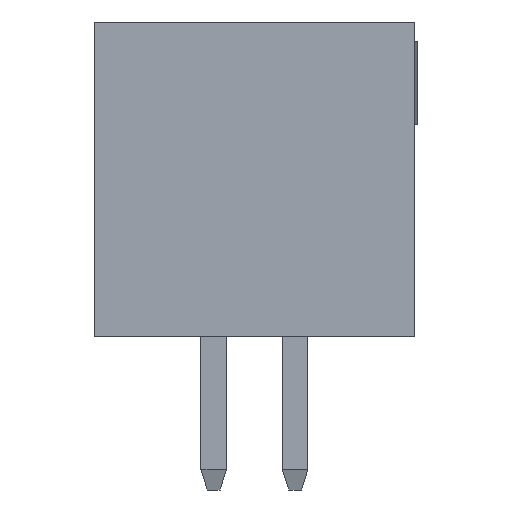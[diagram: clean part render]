
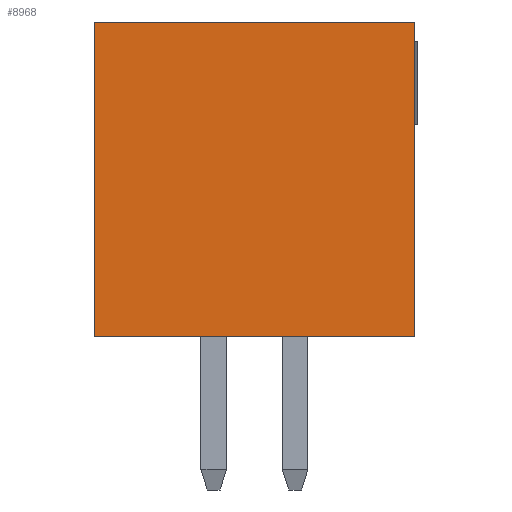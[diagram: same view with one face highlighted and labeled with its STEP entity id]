
A CAD part, left-side view. The second image highlights one B-rep face of the part: STEP entity #8968.
In plain terms, the highlighted planar face has unit normal (-1, 0, 0).
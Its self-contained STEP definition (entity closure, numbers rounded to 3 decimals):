
#1321=ORIENTED_EDGE('',*,*,#2586,.F.);
#1322=ORIENTED_EDGE('',*,*,#2566,.F.);
#1323=ORIENTED_EDGE('',*,*,#2075,.T.);
#1324=ORIENTED_EDGE('',*,*,#2758,.T.);
#2075=EDGE_CURVE('',#3044,#3043,#3667,.T.);
#2566=EDGE_CURVE('',#3044,#3388,#4158,.T.);
#2586=EDGE_CURVE('',#3388,#3395,#4178,.T.);
#2758=EDGE_CURVE('',#3043,#3395,#4350,.T.);
#3043=VERTEX_POINT('',#11163);
#3044=VERTEX_POINT('',#11165);
#3388=VERTEX_POINT('',#12133);
#3395=VERTEX_POINT('',#12161);
#3667=LINE('',#11164,#4635);
#4158=LINE('',#12132,#5126);
#4178=LINE('',#12160,#5146);
#4350=LINE('',#12502,#5318);
#4635=VECTOR('',#9486,1000.);
#5126=VECTOR('',#10243,1000.);
#5146=VECTOR('',#10265,1000.);
#5318=VECTOR('',#10525,1000.);
#5800=EDGE_LOOP('',(#1321,#1322,#1323,#1324));
#6150=FACE_BOUND('',#5800,.T.);
#6473=PLANE('',#9302);
#8968=ADVANCED_FACE('',(#6150),#6473,.T.);
#9302=AXIS2_PLACEMENT_3D('',#12503,#10526,#10527);
#9486=DIRECTION('',(0.,0.,1.));
#10243=DIRECTION('',(0.,1.,0.));
#10265=DIRECTION('',(0.,0.,1.));
#10525=DIRECTION('',(0.,1.,0.));
#10526=DIRECTION('',(-1.,0.,0.));
#10527=DIRECTION('',(0.,0.,1.));
#11163=CARTESIAN_POINT('',(-11.43,-2.5,2.45));
#11164=CARTESIAN_POINT('',(-11.43,-2.5,-2.45));
#11165=CARTESIAN_POINT('',(-11.43,-2.5,-2.45));
#12132=CARTESIAN_POINT('',(-11.43,-2.5,-2.45));
#12133=CARTESIAN_POINT('',(-11.43,2.5,-2.45));
#12160=CARTESIAN_POINT('',(-11.43,2.5,-2.45));
#12161=CARTESIAN_POINT('',(-11.43,2.5,2.45));
#12502=CARTESIAN_POINT('',(-11.43,-2.5,2.45));
#12503=CARTESIAN_POINT('',(-11.43,-2.5,-2.45));
